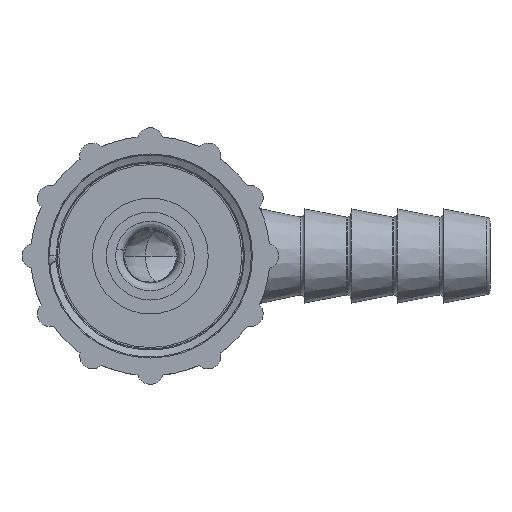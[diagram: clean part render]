
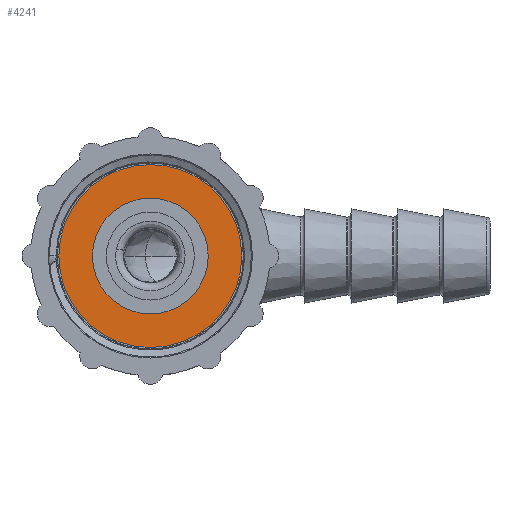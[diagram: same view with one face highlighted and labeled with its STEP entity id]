
A CAD part, front view. The second image highlights one B-rep face of the part: STEP entity #4241.
In plain terms, the highlighted face is planar.
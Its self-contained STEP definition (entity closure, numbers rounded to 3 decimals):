
#79 = CARTESIAN_POINT ( 'NONE',  ( -1.15, 0., -11.85 ) ) ;
#83 = FACE_BOUND ( 'NONE', #9909, .T. ) ;
#84 = FACE_OUTER_BOUND ( 'NONE', #9910, .T. ) ;
#85 = PLANE ( 'NONE',  #5230 ) ;
#87 = DIRECTION ( 'NONE',  ( 1., 0., 0. ) ) ;
#88 = DIRECTION ( 'NONE',  ( 0., 0., -1. ) ) ;
#3927 = CARTESIAN_POINT ( 'NONE',  ( -1.15, 0., 0. ) ) ;
#3928 = DIRECTION ( 'NONE',  ( -1., 0., 0. ) ) ;
#3929 = DIRECTION ( 'NONE',  ( 0., 0., 1. ) ) ;
#3939 = CARTESIAN_POINT ( 'NONE',  ( -1.15, 0., 0. ) ) ;
#3940 = DIRECTION ( 'NONE',  ( -1., 0., 0. ) ) ;
#3941 = DIRECTION ( 'NONE',  ( 0., 0., 1. ) ) ;
#3943 = CARTESIAN_POINT ( 'NONE',  ( -1.15, 0., 0. ) ) ;
#3944 = DIRECTION ( 'NONE',  ( -1., 0., 0. ) ) ;
#3945 = DIRECTION ( 'NONE',  ( 0., 0., 1. ) ) ;
#3946 = CARTESIAN_POINT ( 'NONE',  ( -1.15, 0., 0. ) ) ;
#3947 = DIRECTION ( 'NONE',  ( -1., 0., 0. ) ) ;
#3948 = DIRECTION ( 'NONE',  ( 0., 0., 1. ) ) ;
#4125 = EDGE_CURVE ( 'NONE', #9786, #9799, #5065, .T. ) ;
#4129 = EDGE_CURVE ( 'NONE', #10129, #9780, #5070, .T. ) ;
#4131 = EDGE_CURVE ( 'NONE', #9780, #10129, #5072, .T. ) ;
#4132 = EDGE_CURVE ( 'NONE', #9799, #9786, #5076, .T. ) ;
#4241 = ADVANCED_FACE ( 'NONE', ( #83, #84 ), #85, .F. ) ;
#5065 = CIRCLE ( 'NONE', #5068, 11.85 ) ;
#5068 = AXIS2_PLACEMENT_3D ( 'NONE', #3927, #3928, #3929 ) ;
#5070 = CIRCLE ( 'NONE', #5074, 7.5 ) ;
#5072 = CIRCLE ( 'NONE', #5077, 7.5 ) ;
#5074 = AXIS2_PLACEMENT_3D ( 'NONE', #3939, #3940, #3941 ) ;
#5076 = CIRCLE ( 'NONE', #5079, 11.85 ) ;
#5077 = AXIS2_PLACEMENT_3D ( 'NONE', #3943, #3944, #3945 ) ;
#5079 = AXIS2_PLACEMENT_3D ( 'NONE', #3946, #3947, #3948 ) ;
#5230 = AXIS2_PLACEMENT_3D ( 'NONE', #79, #87, #88 ) ;
#6013 = ORIENTED_EDGE ( 'NONE', *, *, #4131, .F. ) ;
#6014 = ORIENTED_EDGE ( 'NONE', *, *, #4129, .F. ) ;
#6015 = ORIENTED_EDGE ( 'NONE', *, *, #4125, .T. ) ;
#6016 = ORIENTED_EDGE ( 'NONE', *, *, #4132, .T. ) ;
#8983 = CARTESIAN_POINT ( 'NONE',  ( -1.15, 0., 7.5 ) ) ;
#8987 = CARTESIAN_POINT ( 'NONE',  ( -1.15, 0., 11.85 ) ) ;
#8999 = CARTESIAN_POINT ( 'NONE',  ( -1.15, 0., -11.85 ) ) ;
#9115 = CARTESIAN_POINT ( 'NONE',  ( -1.15, 0., -7.5 ) ) ;
#9780 = VERTEX_POINT ( 'NONE', #8983 ) ;
#9786 = VERTEX_POINT ( 'NONE', #8987 ) ;
#9799 = VERTEX_POINT ( 'NONE', #8999 ) ;
#9909 = EDGE_LOOP ( 'NONE', ( #6013, #6014 ) ) ;
#9910 = EDGE_LOOP ( 'NONE', ( #6015, #6016 ) ) ;
#10129 = VERTEX_POINT ( 'NONE', #9115 ) ;
